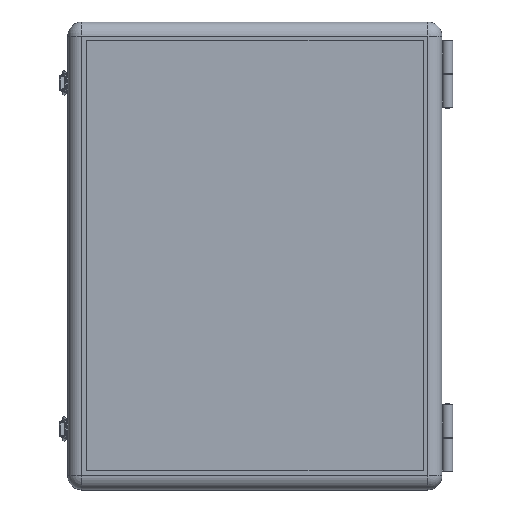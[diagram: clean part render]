
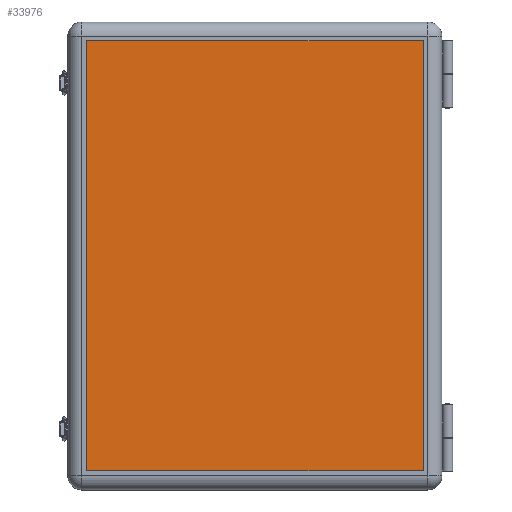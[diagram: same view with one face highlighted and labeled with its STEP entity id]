
A CAD part, top view. The second image highlights one B-rep face of the part: STEP entity #33976.
In plain terms, the highlighted face is planar.
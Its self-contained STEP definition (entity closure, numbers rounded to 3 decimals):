
#955 = LINE ( 'NONE', #965, #1305 ) ;
#965 = CARTESIAN_POINT ( 'NONE',  ( 180., -235., 0. ) ) ;
#966 = DIRECTION ( 'NONE',  ( 0., 1., 0. ) ) ;
#968 = LINE ( 'NONE', #986, #1318 ) ;
#973 = LINE ( 'NONE', #974, #1312 ) ;
#974 = CARTESIAN_POINT ( 'NONE',  ( -185., 230., 0. ) ) ;
#975 = DIRECTION ( 'NONE',  ( -1., 0., 0. ) ) ;
#986 = CARTESIAN_POINT ( 'NONE',  ( -185., -230., 0. ) ) ;
#988 = DIRECTION ( 'NONE',  ( 1., 0., 0. ) ) ;
#991 = LINE ( 'NONE', #992, #1324 ) ;
#992 = CARTESIAN_POINT ( 'NONE',  ( -180., -235., 0. ) ) ;
#993 = DIRECTION ( 'NONE',  ( 0., -1., 0. ) ) ;
#1305 = VECTOR ( 'NONE', #966, 1000. ) ;
#1312 = VECTOR ( 'NONE', #975, 1000. ) ;
#1318 = VECTOR ( 'NONE', #988, 1000. ) ;
#1324 = VECTOR ( 'NONE', #993, 1000. ) ;
#10634 = EDGE_LOOP ( 'NONE', ( #32342, #32345, #32347, #32350 ) ) ;
#20396 = CARTESIAN_POINT ( 'NONE',  ( -180., 230., 0. ) ) ;
#20529 = CARTESIAN_POINT ( 'NONE',  ( -180., -230., 0. ) ) ;
#20604 = CARTESIAN_POINT ( 'NONE',  ( 180., -230., 0. ) ) ;
#21098 = EDGE_CURVE ( 'NONE', #29249, #30325, #955, .T. ) ;
#21101 = EDGE_CURVE ( 'NONE', #30325, #29027, #973, .T. ) ;
#21105 = EDGE_CURVE ( 'NONE', #29170, #29249, #968, .T. ) ;
#21107 = EDGE_CURVE ( 'NONE', #29027, #29170, #991, .T. ) ;
#21256 = CARTESIAN_POINT ( 'NONE',  ( 180., 230., 0. ) ) ;
#27924 = AXIS2_PLACEMENT_3D ( 'NONE', #28705, #28729, #28731 ) ;
#28705 = CARTESIAN_POINT ( 'NONE',  ( -185., -235., 0. ) ) ;
#28723 = FACE_OUTER_BOUND ( 'NONE', #10634, .T. ) ;
#28725 = PLANE ( 'NONE',  #27924 ) ;
#28729 = DIRECTION ( 'NONE',  ( 0., 0., 1. ) ) ;
#28731 = DIRECTION ( 'NONE',  ( 1., 0., 0. ) ) ;
#29027 = VERTEX_POINT ( 'NONE', #20396 ) ;
#29170 = VERTEX_POINT ( 'NONE', #20529 ) ;
#29249 = VERTEX_POINT ( 'NONE', #20604 ) ;
#30325 = VERTEX_POINT ( 'NONE', #21256 ) ;
#32342 = ORIENTED_EDGE ( 'NONE', *, *, #21098, .F. ) ;
#32345 = ORIENTED_EDGE ( 'NONE', *, *, #21105, .F. ) ;
#32347 = ORIENTED_EDGE ( 'NONE', *, *, #21107, .F. ) ;
#32350 = ORIENTED_EDGE ( 'NONE', *, *, #21101, .F. ) ;
#33976 = ADVANCED_FACE ( 'NONE', ( #28723 ), #28725, .F. ) ;
